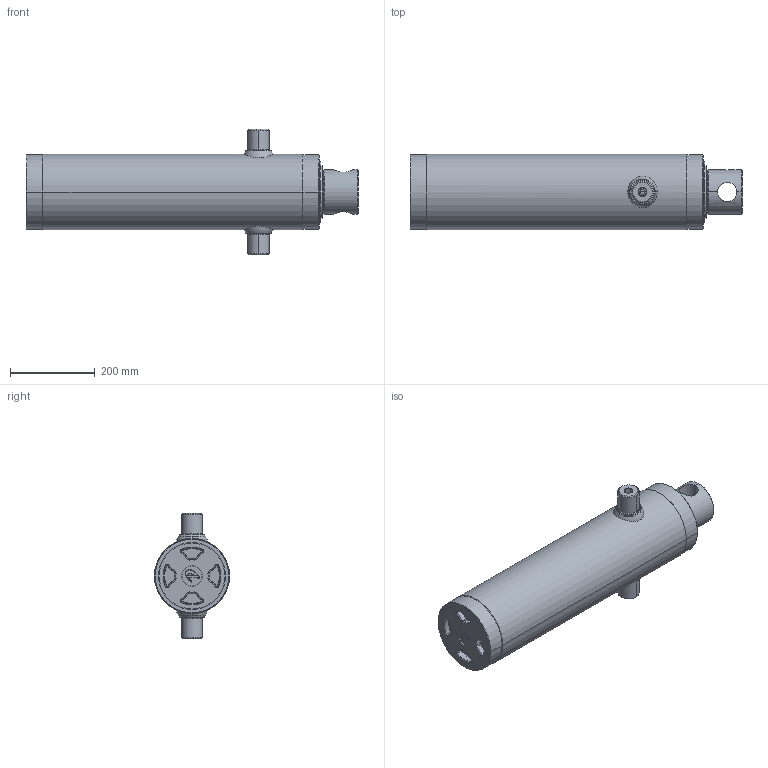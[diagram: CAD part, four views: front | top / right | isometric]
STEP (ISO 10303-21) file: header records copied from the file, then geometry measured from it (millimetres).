
FILE_DESCRIPTION (( 'STEP AP203' ), '1' );
FILE_NAME ('317.I.STEP', '2014-10-20T08:00:54', ( '' ), ( '' ), 'SwSTEP 2.0', 'SolidWorks 2013', '' );
FILE_SCHEMA (( 'CONFIG_CONTROL_DESIGN' ));
Length unit declared in the file: millimetre
Products named in the file (1): 317.I
Bounding box: 784 x 177.8 x 296.8 mm (x, y, z)
Surface area: 1246250.9 mm2 (no closed solid volume)
Topology: 0 solids, 16 shells, 241 faces, 622 edges, 396 vertices
Faces by surface type: torus 72, cone 66, cylinder 65, plane 30, bspline 8
Entity records: 9317 total; most frequent: CARTESIAN_POINT 3310, DIRECTION 1397, ORIENTED_EDGE 1094, EDGE_CURVE 622, AXIS2_PLACEMENT_3D 600, VERTEX_POINT 396, CIRCLE 366, EDGE_LOOP 259
